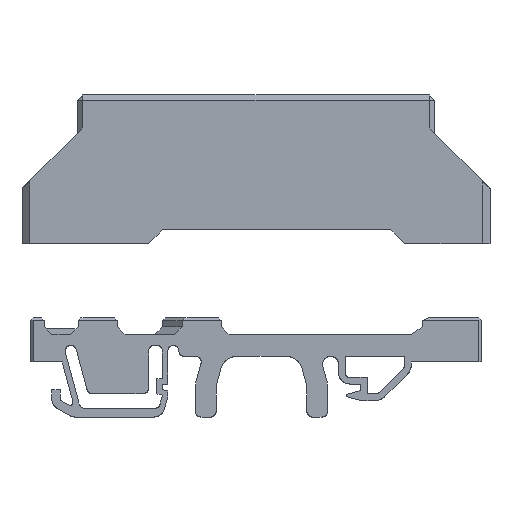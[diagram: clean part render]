
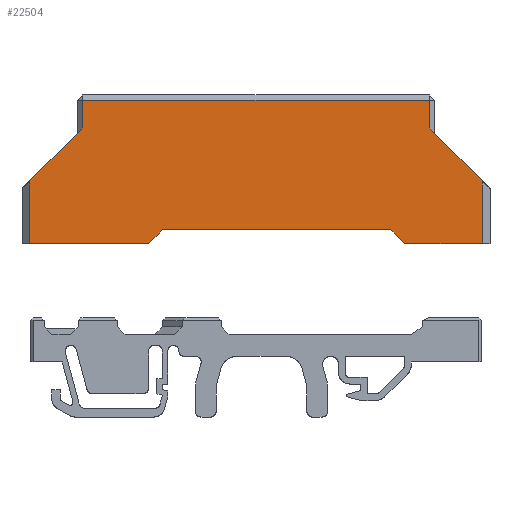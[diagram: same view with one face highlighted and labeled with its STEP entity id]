
A CAD part, front view. The second image highlights one B-rep face of the part: STEP entity #22504.
In plain terms, the highlighted planar face has unit normal (0, -1, 0).
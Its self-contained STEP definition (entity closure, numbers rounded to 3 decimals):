
#177=PLANE('',#23675);
#1309=FACE_OUTER_BOUND('',#2460,.T.);
#2460=EDGE_LOOP('',(#15773,#15774,#15775,#15776,#15777,#15778,#15779,#15780,
#15781,#15782,#15783,#15784));
#3620=LINE('',#30762,#6852);
#3631=LINE('',#30787,#6863);
#3634=LINE('',#30791,#6866);
#3647=LINE('',#30816,#6879);
#3648=LINE('',#30818,#6880);
#3649=LINE('',#30820,#6881);
#3650=LINE('',#30822,#6882);
#3651=LINE('',#30824,#6883);
#3652=LINE('',#30826,#6884);
#3653=LINE('',#30828,#6885);
#3654=LINE('',#30830,#6886);
#3655=LINE('',#30831,#6887);
#6852=VECTOR('',#24965,10.);
#6863=VECTOR('',#24984,10.);
#6866=VECTOR('',#24989,10.);
#6879=VECTOR('',#25014,10.);
#6880=VECTOR('',#25015,10.);
#6881=VECTOR('',#25016,10.);
#6882=VECTOR('',#25017,10.);
#6883=VECTOR('',#25018,10.);
#6884=VECTOR('',#25019,10.);
#6885=VECTOR('',#25020,10.);
#6886=VECTOR('',#25021,10.);
#6887=VECTOR('',#25022,10.);
#10112=VERTEX_POINT('',#30751);
#10115=VERTEX_POINT('',#30758);
#10124=VERTEX_POINT('',#30780);
#10126=VERTEX_POINT('',#30785);
#10132=VERTEX_POINT('',#30815);
#10133=VERTEX_POINT('',#30817);
#10134=VERTEX_POINT('',#30819);
#10135=VERTEX_POINT('',#30821);
#10136=VERTEX_POINT('',#30823);
#10137=VERTEX_POINT('',#30825);
#10138=VERTEX_POINT('',#30827);
#10139=VERTEX_POINT('',#30829);
#12353=EDGE_CURVE('',#10112,#10115,#3620,.T.);
#12364=EDGE_CURVE('',#10126,#10124,#3631,.T.);
#12367=EDGE_CURVE('',#10124,#10112,#3634,.T.);
#12380=EDGE_CURVE('',#10132,#10115,#3647,.T.);
#12381=EDGE_CURVE('',#10126,#10133,#3648,.T.);
#12382=EDGE_CURVE('',#10134,#10133,#3649,.T.);
#12383=EDGE_CURVE('',#10135,#10134,#3650,.T.);
#12384=EDGE_CURVE('',#10135,#10136,#3651,.T.);
#12385=EDGE_CURVE('',#10136,#10137,#3652,.T.);
#12386=EDGE_CURVE('',#10137,#10138,#3653,.T.);
#12387=EDGE_CURVE('',#10139,#10138,#3654,.T.);
#12388=EDGE_CURVE('',#10139,#10132,#3655,.T.);
#15773=ORIENTED_EDGE('',*,*,#12380,.T.);
#15774=ORIENTED_EDGE('',*,*,#12353,.F.);
#15775=ORIENTED_EDGE('',*,*,#12367,.F.);
#15776=ORIENTED_EDGE('',*,*,#12364,.F.);
#15777=ORIENTED_EDGE('',*,*,#12381,.T.);
#15778=ORIENTED_EDGE('',*,*,#12382,.F.);
#15779=ORIENTED_EDGE('',*,*,#12383,.F.);
#15780=ORIENTED_EDGE('',*,*,#12384,.T.);
#15781=ORIENTED_EDGE('',*,*,#12385,.T.);
#15782=ORIENTED_EDGE('',*,*,#12386,.T.);
#15783=ORIENTED_EDGE('',*,*,#12387,.F.);
#15784=ORIENTED_EDGE('',*,*,#12388,.T.);
#22504=ADVANCED_FACE('',(#1309),#177,.T.);
#23675=AXIS2_PLACEMENT_3D('',#30814,#25012,#25013);
#24965=DIRECTION('',(0.,0.,-1.));
#24984=DIRECTION('',(0.,0.,1.));
#24989=DIRECTION('',(1.,0.,0.));
#25012=DIRECTION('center_axis',(0.,-1.,0.));
#25013=DIRECTION('ref_axis',(1.,0.,0.));
#25014=DIRECTION('',(-0.707,0.,0.707));
#25015=DIRECTION('',(-0.707,0.,-0.707));
#25016=DIRECTION('',(0.,0.,1.));
#25017=DIRECTION('',(-1.,0.,0.));
#25018=DIRECTION('',(0.707,0.,0.707));
#25019=DIRECTION('',(1.,0.,0.));
#25020=DIRECTION('',(0.707,0.,-0.707));
#25021=DIRECTION('',(-1.,0.,0.));
#25022=DIRECTION('',(0.,0.,1.));
#30751=CARTESIAN_POINT('',(82.5,8.5,20.5));
#30758=CARTESIAN_POINT('',(82.5,8.5,15.5));
#30762=CARTESIAN_POINT('',(82.5,8.5,9.5));
#30780=CARTESIAN_POINT('',(19.5,8.5,20.5));
#30785=CARTESIAN_POINT('',(19.5,8.5,15.5));
#30787=CARTESIAN_POINT('',(19.5,8.5,12.5));
#30791=CARTESIAN_POINT('',(30.439,8.5,20.5));
#30814=CARTESIAN_POINT('Origin',(9.879,8.5,4.5));
#30815=CARTESIAN_POINT('',(92.121,8.5,5.879));
#30816=CARTESIAN_POINT('',(72.595,8.5,25.405));
#30817=CARTESIAN_POINT('',(9.879,8.5,5.879));
#30818=CARTESIAN_POINT('',(13.845,8.5,9.845));
#30819=CARTESIAN_POINT('',(9.879,8.5,-5.5));
#30820=CARTESIAN_POINT('',(9.879,8.5,4.5));
#30821=CARTESIAN_POINT('',(31.5,8.5,-5.5));
#30822=CARTESIAN_POINT('',(9.879,8.5,-5.5));
#30823=CARTESIAN_POINT('',(34.,8.5,-3.));
#30824=CARTESIAN_POINT('',(28.595,8.5,-8.405));
#30825=CARTESIAN_POINT('',(75.497,8.5,-3.));
#30826=CARTESIAN_POINT('',(21.939,8.5,-3.));
#30827=CARTESIAN_POINT('',(77.997,8.5,-5.5));
#30828=CARTESIAN_POINT('',(57.217,8.5,15.28));
#30829=CARTESIAN_POINT('',(92.121,8.5,-5.5));
#30830=CARTESIAN_POINT('',(9.879,8.5,-5.5));
#30831=CARTESIAN_POINT('',(92.121,8.5,4.5));
